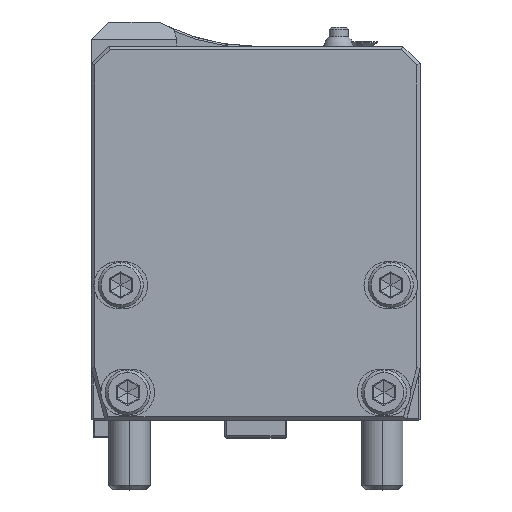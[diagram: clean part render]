
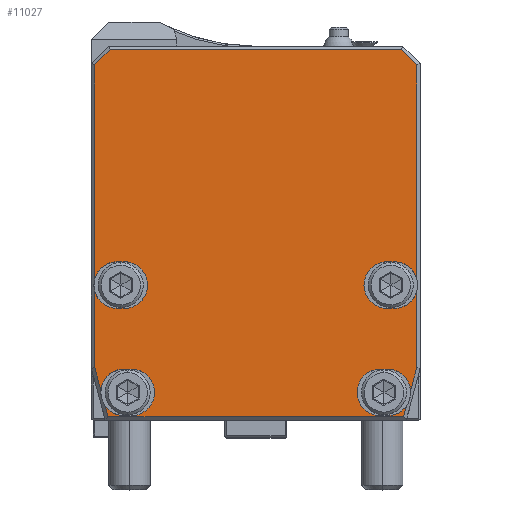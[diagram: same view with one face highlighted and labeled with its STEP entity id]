
A CAD part, top view. The second image highlights one B-rep face of the part: STEP entity #11027.
In plain terms, the highlighted planar face has unit normal (0, 0, 1).
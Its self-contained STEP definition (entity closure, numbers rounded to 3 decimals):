
#1417=CARTESIAN_POINT('',(-40.,39.,15.));
#1418=DIRECTION('',(0.,0.,1.));
#1419=DIRECTION('',(0.,1.,0.));
#1420=AXIS2_PLACEMENT_3D('',#1417,#1418,#1419);
#1422=DIRECTION('',(0.,-1.,0.));
#1423=VECTOR('',#1422,61.766);
#1424=CARTESIAN_POINT('',(-46.5,102.586,15.));
#1425=LINE('',#1424,#1423);
#1426=DIRECTION('',(-0.707,-0.707,0.));
#1427=VECTOR('',#1426,6.243);
#1428=CARTESIAN_POINT('',(-42.086,107.,15.));
#1429=LINE('',#1428,#1427);
#1430=DIRECTION('',(-1.,0.,0.));
#1431=VECTOR('',#1430,84.172);
#1432=CARTESIAN_POINT('',(42.086,107.,15.));
#1433=LINE('',#1432,#1431);
#1434=DIRECTION('',(-0.707,0.707,0.));
#1435=VECTOR('',#1434,6.243);
#1436=CARTESIAN_POINT('',(46.5,102.586,15.));
#1437=LINE('',#1436,#1435);
#1438=DIRECTION('',(0.,1.,0.));
#1439=VECTOR('',#1438,61.766);
#1440=CARTESIAN_POINT('',(46.5,40.82,15.));
#1441=LINE('',#1440,#1439);
#1442=CARTESIAN_POINT('',(40.,39.,15.));
#1443=DIRECTION('',(0.,0.,1.));
#1444=DIRECTION('',(0.963,0.27,0.));
#1445=AXIS2_PLACEMENT_3D('',#1442,#1443,#1444);
#1447=DIRECTION('',(-1.,0.,0.));
#1448=VECTOR('',#1447,2.);
#1449=CARTESIAN_POINT('',(40.,45.75,15.));
#1450=LINE('',#1449,#1448);
#1451=CARTESIAN_POINT('',(38.,39.,15.));
#1452=DIRECTION('',(0.,0.,1.));
#1453=DIRECTION('',(0.,1.,0.));
#1454=AXIS2_PLACEMENT_3D('',#1451,#1452,#1453);
#1456=DIRECTION('',(1.,0.,0.));
#1457=VECTOR('',#1456,2.);
#1458=CARTESIAN_POINT('',(38.,32.25,15.));
#1459=LINE('',#1458,#1457);
#1460=CARTESIAN_POINT('',(40.,39.,15.));
#1461=DIRECTION('',(0.,0.,1.));
#1462=DIRECTION('',(0.,-1.,0.));
#1463=AXIS2_PLACEMENT_3D('',#1460,#1461,#1462);
#1465=DIRECTION('',(0.,1.,0.));
#1466=VECTOR('',#1465,22.048);
#1467=CARTESIAN_POINT('',(46.5,15.132,15.));
#1468=LINE('',#1467,#1466);
#1469=DIRECTION('',(0.259,0.966,0.));
#1470=VECTOR('',#1469,6.84);
#1471=CARTESIAN_POINT('',(44.73,8.524,15.));
#1472=LINE('',#1471,#1470);
#1473=CARTESIAN_POINT('',(38.,8.,15.));
#1474=DIRECTION('',(0.,0.,1.));
#1475=DIRECTION('',(0.997,0.078,0.));
#1476=AXIS2_PLACEMENT_3D('',#1473,#1474,#1475);
#1478=DIRECTION('',(-1.,0.,0.));
#1479=VECTOR('',#1478,2.);
#1480=CARTESIAN_POINT('',(38.,14.75,15.));
#1481=LINE('',#1480,#1479);
#1482=CARTESIAN_POINT('',(36.,8.,15.));
#1483=DIRECTION('',(0.,0.,1.));
#1484=DIRECTION('',(0.,1.,0.));
#1485=AXIS2_PLACEMENT_3D('',#1482,#1483,#1484);
#1487=DIRECTION('',(1.,0.,0.));
#1488=VECTOR('',#1487,2.);
#1489=CARTESIAN_POINT('',(36.,1.25,15.));
#1490=LINE('',#1489,#1488);
#1491=CARTESIAN_POINT('',(38.,8.,15.));
#1492=DIRECTION('',(0.,0.,1.));
#1493=DIRECTION('',(0.,-1.,0.));
#1494=AXIS2_PLACEMENT_3D('',#1491,#1492,#1493);
#1496=DIRECTION('',(0.259,0.966,0.));
#1497=VECTOR('',#1496,3.293);
#1498=CARTESIAN_POINT('',(42.713,1.,15.));
#1499=LINE('',#1498,#1497);
#1500=DIRECTION('',(1.,0.,0.));
#1501=VECTOR('',#1500,85.427);
#1502=CARTESIAN_POINT('',(-42.713,1.,15.));
#1503=LINE('',#1502,#1501);
#1504=DIRECTION('',(0.259,-0.966,0.));
#1505=VECTOR('',#1504,3.293);
#1506=CARTESIAN_POINT('',(-43.566,4.181,15.));
#1507=LINE('',#1506,#1505);
#1508=CARTESIAN_POINT('',(-38.,8.,15.));
#1509=DIRECTION('',(0.,0.,1.));
#1510=DIRECTION('',(-0.825,-0.566,0.));
#1511=AXIS2_PLACEMENT_3D('',#1508,#1509,#1510);
#1513=DIRECTION('',(1.,0.,0.));
#1514=VECTOR('',#1513,2.);
#1515=CARTESIAN_POINT('',(-38.,1.25,15.));
#1516=LINE('',#1515,#1514);
#1517=CARTESIAN_POINT('',(-36.,8.,15.));
#1518=DIRECTION('',(0.,0.,1.));
#1519=DIRECTION('',(0.,-1.,0.));
#1520=AXIS2_PLACEMENT_3D('',#1517,#1518,#1519);
#1522=DIRECTION('',(-1.,0.,0.));
#1523=VECTOR('',#1522,2.);
#1524=CARTESIAN_POINT('',(-36.,14.75,15.));
#1525=LINE('',#1524,#1523);
#1526=CARTESIAN_POINT('',(-38.,8.,15.));
#1527=DIRECTION('',(0.,0.,1.));
#1528=DIRECTION('',(0.,1.,0.));
#1529=AXIS2_PLACEMENT_3D('',#1526,#1527,#1528);
#1531=DIRECTION('',(0.259,-0.966,0.));
#1532=VECTOR('',#1531,6.84);
#1533=CARTESIAN_POINT('',(-46.5,15.132,15.));
#1534=LINE('',#1533,#1532);
#1535=DIRECTION('',(0.,-1.,0.));
#1536=VECTOR('',#1535,22.048);
#1537=CARTESIAN_POINT('',(-46.5,37.18,15.));
#1538=LINE('',#1537,#1536);
#1539=CARTESIAN_POINT('',(-40.,39.,15.));
#1540=DIRECTION('',(0.,0.,1.));
#1541=DIRECTION('',(-0.963,-0.27,0.));
#1542=AXIS2_PLACEMENT_3D('',#1539,#1540,#1541);
#1544=DIRECTION('',(1.,0.,0.));
#1545=VECTOR('',#1544,2.);
#1546=CARTESIAN_POINT('',(-40.,32.25,15.));
#1547=LINE('',#1546,#1545);
#1548=CARTESIAN_POINT('',(-38.,39.,15.));
#1549=DIRECTION('',(0.,0.,1.));
#1550=DIRECTION('',(0.,-1.,0.));
#1551=AXIS2_PLACEMENT_3D('',#1548,#1549,#1550);
#1553=DIRECTION('',(-1.,0.,0.));
#1554=VECTOR('',#1553,2.);
#1555=CARTESIAN_POINT('',(-38.,45.75,15.));
#1556=LINE('',#1555,#1554);
#8762=CARTESIAN_POINT('',(-40.,45.75,15.));
#8763=CARTESIAN_POINT('',(-46.5,40.82,15.));
#8764=VERTEX_POINT('',#8762);
#8765=VERTEX_POINT('',#8763);
#8766=CARTESIAN_POINT('',(-40.,32.25,15.));
#8767=CARTESIAN_POINT('',(-38.,32.25,15.));
#8768=VERTEX_POINT('',#8766);
#8769=VERTEX_POINT('',#8767);
#8770=CARTESIAN_POINT('',(-38.,45.75,15.));
#8771=VERTEX_POINT('',#8770);
#8772=CARTESIAN_POINT('',(-38.,14.75,15.));
#8773=CARTESIAN_POINT('',(-44.73,8.524,15.));
#8774=VERTEX_POINT('',#8772);
#8775=VERTEX_POINT('',#8773);
#8776=CARTESIAN_POINT('',(-38.,1.25,15.));
#8777=CARTESIAN_POINT('',(-36.,1.25,15.));
#8778=VERTEX_POINT('',#8776);
#8779=VERTEX_POINT('',#8777);
#8780=CARTESIAN_POINT('',(-36.,14.75,15.));
#8781=VERTEX_POINT('',#8780);
#8782=CARTESIAN_POINT('',(40.,45.75,15.));
#8783=CARTESIAN_POINT('',(38.,45.75,15.));
#8784=VERTEX_POINT('',#8782);
#8785=VERTEX_POINT('',#8783);
#8786=CARTESIAN_POINT('',(38.,32.25,15.));
#8787=VERTEX_POINT('',#8786);
#8788=CARTESIAN_POINT('',(40.,32.25,15.));
#8789=VERTEX_POINT('',#8788);
#8790=CARTESIAN_POINT('',(46.5,37.18,15.));
#8791=VERTEX_POINT('',#8790);
#8792=CARTESIAN_POINT('',(38.,14.75,15.));
#8793=CARTESIAN_POINT('',(36.,14.75,15.));
#8794=VERTEX_POINT('',#8792);
#8795=VERTEX_POINT('',#8793);
#8796=CARTESIAN_POINT('',(36.,1.25,15.));
#8797=VERTEX_POINT('',#8796);
#8798=CARTESIAN_POINT('',(38.,1.25,15.));
#8799=VERTEX_POINT('',#8798);
#8800=CARTESIAN_POINT('',(43.566,4.181,15.));
#8801=VERTEX_POINT('',#8800);
#8806=CARTESIAN_POINT('',(-42.713,1.,15.));
#8807=CARTESIAN_POINT('',(42.713,1.,15.));
#8808=VERTEX_POINT('',#8806);
#8809=VERTEX_POINT('',#8807);
#8818=CARTESIAN_POINT('',(42.086,107.,15.));
#8819=CARTESIAN_POINT('',(-42.086,107.,15.));
#8820=VERTEX_POINT('',#8818);
#8821=VERTEX_POINT('',#8819);
#8826=CARTESIAN_POINT('',(46.5,102.586,15.));
#8827=VERTEX_POINT('',#8826);
#8828=CARTESIAN_POINT('',(46.5,15.132,15.));
#8829=VERTEX_POINT('',#8828);
#8830=CARTESIAN_POINT('',(-46.5,37.18,15.));
#8831=VERTEX_POINT('',#8830);
#8832=CARTESIAN_POINT('',(-43.566,4.181,15.));
#8833=VERTEX_POINT('',#8832);
#8834=CARTESIAN_POINT('',(46.5,40.82,15.));
#8835=VERTEX_POINT('',#8834);
#8836=CARTESIAN_POINT('',(44.73,8.524,15.));
#8837=VERTEX_POINT('',#8836);
#8838=CARTESIAN_POINT('',(-46.5,102.586,15.));
#8839=VERTEX_POINT('',#8838);
#8840=CARTESIAN_POINT('',(-46.5,15.132,15.));
#8841=VERTEX_POINT('',#8840);
#10963=CARTESIAN_POINT('',(0.,0.,15.));
#10964=DIRECTION('',(0.,0.,1.));
#10965=DIRECTION('',(1.,0.,0.));
#10966=AXIS2_PLACEMENT_3D('',#10963,#10964,#10965);
#10967=PLANE('',#10966);
#10969=ORIENTED_EDGE('',*,*,#10968,.T.);
#10971=ORIENTED_EDGE('',*,*,#10970,.F.);
#10973=ORIENTED_EDGE('',*,*,#10972,.F.);
#10975=ORIENTED_EDGE('',*,*,#10974,.F.);
#10977=ORIENTED_EDGE('',*,*,#10976,.F.);
#10979=ORIENTED_EDGE('',*,*,#10978,.F.);
#10981=ORIENTED_EDGE('',*,*,#10980,.T.);
#10983=ORIENTED_EDGE('',*,*,#10982,.T.);
#10985=ORIENTED_EDGE('',*,*,#10984,.T.);
#10987=ORIENTED_EDGE('',*,*,#10986,.T.);
#10989=ORIENTED_EDGE('',*,*,#10988,.T.);
#10991=ORIENTED_EDGE('',*,*,#10990,.F.);
#10993=ORIENTED_EDGE('',*,*,#10992,.F.);
#10995=ORIENTED_EDGE('',*,*,#10994,.T.);
#10997=ORIENTED_EDGE('',*,*,#10996,.T.);
#10999=ORIENTED_EDGE('',*,*,#10998,.T.);
#11001=ORIENTED_EDGE('',*,*,#11000,.T.);
#11003=ORIENTED_EDGE('',*,*,#11002,.T.);
#11005=ORIENTED_EDGE('',*,*,#11004,.F.);
#11007=ORIENTED_EDGE('',*,*,#11006,.F.);
#11008=ORIENTED_EDGE('',*,*,#10888,.F.);
#11009=ORIENTED_EDGE('',*,*,#10907,.T.);
#11010=ORIENTED_EDGE('',*,*,#10926,.T.);
#11011=ORIENTED_EDGE('',*,*,#10941,.T.);
#11012=ORIENTED_EDGE('',*,*,#10955,.T.);
#11013=ORIENTED_EDGE('',*,*,#10910,.T.);
#11014=ORIENTED_EDGE('',*,*,#10895,.F.);
#11016=ORIENTED_EDGE('',*,*,#11015,.F.);
#11018=ORIENTED_EDGE('',*,*,#11017,.T.);
#11020=ORIENTED_EDGE('',*,*,#11019,.T.);
#11022=ORIENTED_EDGE('',*,*,#11021,.T.);
#11024=ORIENTED_EDGE('',*,*,#11023,.T.);
#11025=EDGE_LOOP('',(#10969,#10971,#10973,#10975,#10977,#10979,#10981,#10983,
#10985,#10987,#10989,#10991,#10993,#10995,#10997,#10999,#11001,#11003,#11005,
#11007,#11008,#11009,#11010,#11011,#11012,#11013,#11014,#11016,#11018,#11020,
#11022,#11024));
#11026=FACE_OUTER_BOUND('',#11025,.F.);
#1421=CIRCLE('',#1420,6.75);
#1446=CIRCLE('',#1445,6.75);
#1455=CIRCLE('',#1454,6.75);
#1464=CIRCLE('',#1463,6.75);
#1477=CIRCLE('',#1476,6.75);
#1486=CIRCLE('',#1485,6.75);
#1495=CIRCLE('',#1494,6.75);
#1512=CIRCLE('',#1511,6.75);
#1521=CIRCLE('',#1520,6.75);
#1530=CIRCLE('',#1529,6.75);
#1543=CIRCLE('',#1542,6.75);
#1552=CIRCLE('',#1551,6.75);
#10888=EDGE_CURVE('',#8833,#8808,#1507,.T.);
#10895=EDGE_CURVE('',#8841,#8775,#1534,.T.);
#10907=EDGE_CURVE('',#8833,#8778,#1512,.T.);
#10910=EDGE_CURVE('',#8774,#8775,#1530,.T.);
#10926=EDGE_CURVE('',#8778,#8779,#1516,.T.);
#10941=EDGE_CURVE('',#8779,#8781,#1521,.T.);
#10955=EDGE_CURVE('',#8781,#8774,#1525,.T.);
#10968=EDGE_CURVE('',#8764,#8765,#1421,.T.);
#10970=EDGE_CURVE('',#8839,#8765,#1425,.T.);
#10972=EDGE_CURVE('',#8821,#8839,#1429,.T.);
#10974=EDGE_CURVE('',#8820,#8821,#1433,.T.);
#10976=EDGE_CURVE('',#8827,#8820,#1437,.T.);
#10978=EDGE_CURVE('',#8835,#8827,#1441,.T.);
#10980=EDGE_CURVE('',#8835,#8784,#1446,.T.);
#10982=EDGE_CURVE('',#8784,#8785,#1450,.T.);
#10984=EDGE_CURVE('',#8785,#8787,#1455,.T.);
#10986=EDGE_CURVE('',#8787,#8789,#1459,.T.);
#10988=EDGE_CURVE('',#8789,#8791,#1464,.T.);
#10990=EDGE_CURVE('',#8829,#8791,#1468,.T.);
#10992=EDGE_CURVE('',#8837,#8829,#1472,.T.);
#10994=EDGE_CURVE('',#8837,#8794,#1477,.T.);
#10996=EDGE_CURVE('',#8794,#8795,#1481,.T.);
#10998=EDGE_CURVE('',#8795,#8797,#1486,.T.);
#11000=EDGE_CURVE('',#8797,#8799,#1490,.T.);
#11002=EDGE_CURVE('',#8799,#8801,#1495,.T.);
#11004=EDGE_CURVE('',#8809,#8801,#1499,.T.);
#11006=EDGE_CURVE('',#8808,#8809,#1503,.T.);
#11015=EDGE_CURVE('',#8831,#8841,#1538,.T.);
#11017=EDGE_CURVE('',#8831,#8768,#1543,.T.);
#11019=EDGE_CURVE('',#8768,#8769,#1547,.T.);
#11021=EDGE_CURVE('',#8769,#8771,#1552,.T.);
#11023=EDGE_CURVE('',#8771,#8764,#1556,.T.);
#11027=ADVANCED_FACE('',(#11026),#10967,.T.);
